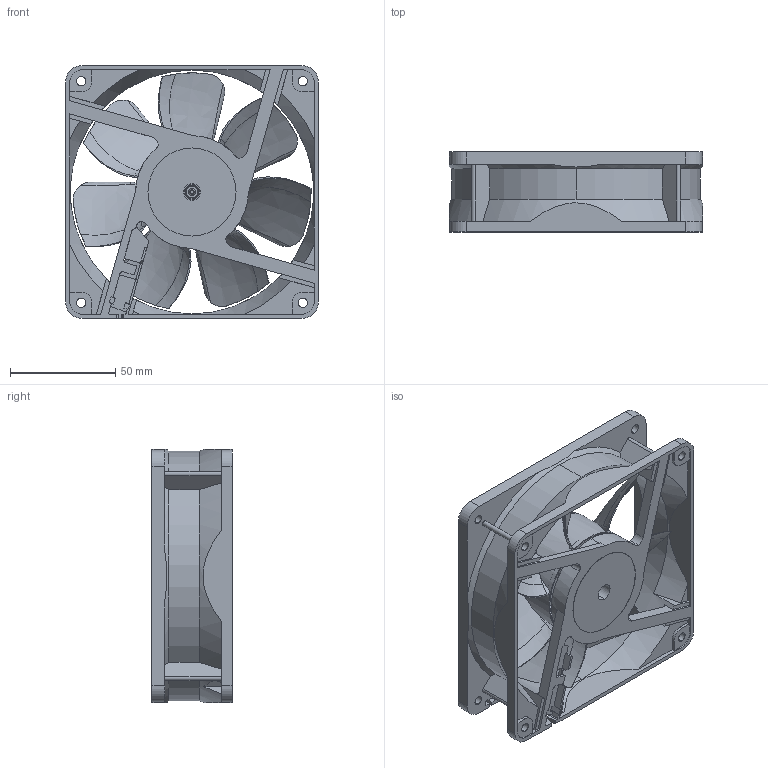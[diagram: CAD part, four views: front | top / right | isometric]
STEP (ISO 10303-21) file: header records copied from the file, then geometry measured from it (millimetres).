
FILE_DESCRIPTION((''),'2;1');
FILE_NAME('12038_ASM','2015-10-30T',('Administrator'),(''),'PRO/ENGINEER BY PARAMETRIC TECHNOLOGY CORPORATION, 2010480','PRO/ENGINEER BY PARAMETRIC TECHNOLOGY CORPORATION, 2010480','');
FILE_SCHEMA(('CONFIG_CONTROL_DESIGN'));
Length unit declared in the file: millimetre
Products named in the file (3): PRT0001; 12038_; 12038_ASM
Assembly tree (2 placements, depth 2):
  12038_ASM
    PRT0001
    12038_
Bounding box: 120 x 38 x 120 mm (x, y, z)
Volume: 79189.4 mm3; surface area: 84508.5 mm2
Topology: 2 solids, 2 shells, 634 faces, 1879 edges, 1257 vertices
Faces by surface type: plane 253, cylinder 197, bspline 105, torus 34, cone 29, extrusion 16
Entity records: 30172 total; most frequent: CARTESIAN_POINT 13949, ORIENTED_EDGE 3758, DIRECTION 2902, EDGE_CURVE 1879, VERTEX_POINT 1257, AXIS2_PLACEMENT_3D 1066, VECTOR 770, LINE 754
